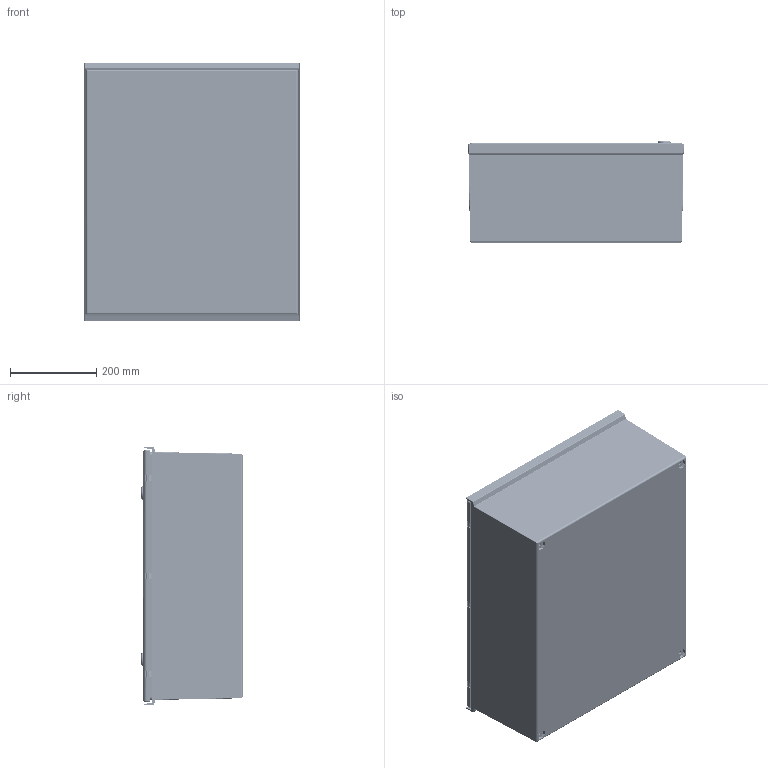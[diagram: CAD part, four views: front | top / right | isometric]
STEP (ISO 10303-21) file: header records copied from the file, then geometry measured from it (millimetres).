
FILE_DESCRIPTION((''),'2;1');
FILE_NAME('NGRW506023_NFL1_ASM','2016-11-28T',('kjell_andersson'),(''),'CREO PARAMETRIC BY PTC INC, 2015290','CREO PARAMETRIC BY PTC INC, 2015290','');
FILE_SCHEMA(('AUTOMOTIVE_DESIGN { 1 0 10303 214 1 1 1 1 }'));
Products named in the file (27): NGRP506023_BASE; CUBO_N_SCREW_4X13; HINGE_BASE; CUBO_N_HINGE_BASE_ASM; NGRW506023_LID; NGRP506023_LID_GASKET; HINGE_LID; HINGE_LID_SCREW_5X10; CUBO_N_HINGE_LID_ASM; MOUNTING_SC_SPRING_WASHER; MOUNTING_SCREW_MAIN; MOUNTING_SCREW_HEAD; MOUNTING_SC_M6_SUBASM_ASM; MOUNTING_SC_NUT_M6; MOUNTING_SCREW_M6_ASM_ASM; CUBO_N_LOCK_PART1; CUBO_N_LOCK_LATCH; CUBO_N_LOCK_PART2; CUBO_N_LOCK_FRAME; CUBO_N_LOCK_INSERT; CUBO_N_LOCK_NUT; CUBO_N_LOCK_PART4; CUBO_N_LOCK_ASM; NGRW506023_WINDOW; NGRW506023_SUB_ASM; NGRW506023_ASM; NGRW506023_NFL1_ASM
Assembly tree (38 placements, depth 6):
  NGRW506023_NFL1_ASM
    NGRW506023_ASM
      NGRW506023_SUB_ASM
        NGRP506023_BASE
        CUBO_N_HINGE_BASE_ASM  x3
          CUBO_N_SCREW_4X13
          HINGE_BASE
        NGRW506023_LID
        NGRP506023_LID_GASKET
        CUBO_N_HINGE_LID_ASM  x3
          HINGE_LID
          HINGE_LID_SCREW_5X10
        MOUNTING_SCREW_M6_ASM_ASM  x4
          MOUNTING_SC_SPRING_WASHER
          MOUNTING_SC_M6_SUBASM_ASM
            MOUNTING_SCREW_MAIN
            MOUNTING_SCREW_HEAD
          MOUNTING_SC_NUT_M6
        CUBO_N_LOCK_ASM  x2
          CUBO_N_LOCK_PART1
          CUBO_N_LOCK_LATCH
          CUBO_N_LOCK_PART2
          CUBO_N_LOCK_FRAME
          CUBO_N_SCREW_4X13
          CUBO_N_LOCK_INSERT
          CUBO_N_LOCK_NUT
          CUBO_N_LOCK_PART4
        NGRW506023_WINDOW
Bounding box: 500 x 235.5 x 600 mm (x, y, z)
Volume: 3585101.7 mm3; surface area: 2477608.1 mm2
Topology: 62 solids, 63 shells, 6642 faces, 16028 edges, 9334 vertices
Faces by surface type: cylinder 2060, plane 1900, cone 1414, bspline 774, torus 277, sphere 217
Entity records: 193731 total; most frequent: CARTESIAN_POINT 96175, ORIENTED_EDGE 20700, DIRECTION 18256, EDGE_CURVE 10350, AXIS2_PLACEMENT_3D 6657, VERTEX_POINT 6135, VECTOR 4942, LINE 4942
